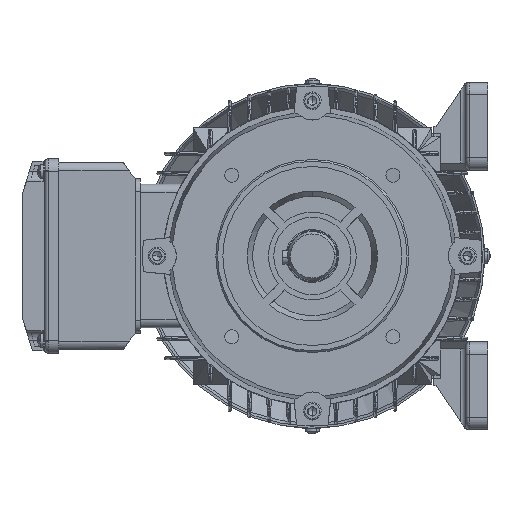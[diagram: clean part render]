
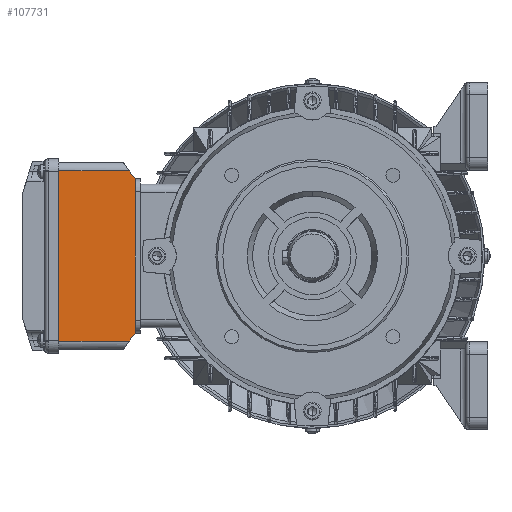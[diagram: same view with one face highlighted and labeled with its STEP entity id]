
A CAD part, left-side view. The second image highlights one B-rep face of the part: STEP entity #107731.
In plain terms, the highlighted face is planar.
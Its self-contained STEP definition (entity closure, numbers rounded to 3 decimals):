
#73154 = CARTESIAN_POINT ( 'NONE',  ( 53.5, -7., 68.5 ) ) ;
#73155 = LINE ( 'NONE', #73154, #73214 ) ;
#73156 = CARTESIAN_POINT ( 'NONE',  ( 48.5, -3.316, 68.5 ) ) ;
#73157 = DIRECTION ( 'NONE',  ( 0., 1., 0. ) ) ;
#73158 = VECTOR ( 'NONE', #73157, 1000. ) ;
#73159 = CARTESIAN_POINT ( 'NONE',  ( 48.5, -47., 68.5 ) ) ;
#73160 = LINE ( 'NONE', #73159, #73158 ) ;
#73161 = CARTESIAN_POINT ( 'NONE',  ( -48.5, -43.5, 68.5 ) ) ;
#73192 = CARTESIAN_POINT ( 'NONE',  ( 48.5, -43.5, 68.5 ) ) ;
#73193 = DIRECTION ( 'NONE',  ( -1., 0., 0. ) ) ;
#73194 = VECTOR ( 'NONE', #73193, 1000. ) ;
#73195 = CARTESIAN_POINT ( 'NONE',  ( 53.5, -43.5, 68.5 ) ) ;
#73196 = DIRECTION ( 'NONE',  ( -1., 0., 0. ) ) ;
#73197 = DIRECTION ( 'NONE',  ( 0., 0., -1. ) ) ;
#73198 = AXIS2_PLACEMENT_3D ( 'NONE', #73200, #73197, #73196 ) ;
#73199 = LINE ( 'NONE', #73195, #73194 ) ;
#73200 = CARTESIAN_POINT ( 'NONE',  ( 53.5, -47., 68.5 ) ) ;
#73201 = PLANE ( 'NONE',  #73198 ) ;
#73202 = FACE_OUTER_BOUND ( 'NONE', #107732, .T. ) ;
#73208 = DIRECTION ( 'NONE',  ( -1., 0., 0. ) ) ;
#73209 = VECTOR ( 'NONE', #73208, 1000. ) ;
#73210 = CARTESIAN_POINT ( 'NONE',  ( 53.5, 0., 68.5 ) ) ;
#73211 = LINE ( 'NONE', #73210, #73209 ) ;
#73212 = CARTESIAN_POINT ( 'NONE',  ( 44., 0., 68.5 ) ) ;
#73213 = DIRECTION ( 'NONE',  ( -0.805, 0.593, 0. ) ) ;
#73214 = VECTOR ( 'NONE', #73213, 1000. ) ;
#73317 = CARTESIAN_POINT ( 'NONE',  ( -44., 0., 68.5 ) ) ;
#73318 = CARTESIAN_POINT ( 'NONE',  ( -48.5, -3.316, 68.5 ) ) ;
#73319 = DIRECTION ( 'NONE',  ( -0.805, -0.593, 0. ) ) ;
#73320 = VECTOR ( 'NONE', #73319, 1000. ) ;
#73321 = CARTESIAN_POINT ( 'NONE',  ( -53.5, -7., 68.5 ) ) ;
#73322 = LINE ( 'NONE', #73321, #73320 ) ;
#73482 = DIRECTION ( 'NONE',  ( 0., -1., 0. ) ) ;
#73483 = VECTOR ( 'NONE', #73482, 1000. ) ;
#73484 = CARTESIAN_POINT ( 'NONE',  ( -48.5, -47., 68.5 ) ) ;
#73485 = LINE ( 'NONE', #73484, #73483 ) ;
#107719 = VERTEX_POINT ( 'NONE', #73161 ) ;
#107720 = ORIENTED_EDGE ( 'NONE', *, *, #107721, .T. ) ;
#107721 = EDGE_CURVE ( 'NONE', #107735, #107722, #73160, .T. ) ;
#107722 = VERTEX_POINT ( 'NONE', #73156 ) ;
#107723 = ORIENTED_EDGE ( 'NONE', *, *, #107724, .T. ) ;
#107724 = EDGE_CURVE ( 'NONE', #107722, #107725, #73155, .T. ) ;
#107725 = VERTEX_POINT ( 'NONE', #73212 ) ;
#107726 = ORIENTED_EDGE ( 'NONE', *, *, #107727, .T. ) ;
#107727 = EDGE_CURVE ( 'NONE', #107725, #107802, #73211, .T. ) ;
#107731 = ADVANCED_FACE ( 'NONE', ( #73202 ), #73201, .F. ) ;
#107732 = EDGE_LOOP ( 'NONE', ( #107733, #107720, #107723, #107726, #107884, #107798 ) ) ;
#107733 = ORIENTED_EDGE ( 'NONE', *, *, #107734, .F. ) ;
#107734 = EDGE_CURVE ( 'NONE', #107735, #107719, #73199, .T. ) ;
#107735 = VERTEX_POINT ( 'NONE', #73192 ) ;
#107798 = ORIENTED_EDGE ( 'NONE', *, *, #107882, .T. ) ;
#107800 = EDGE_CURVE ( 'NONE', #107802, #107801, #73322, .T. ) ;
#107801 = VERTEX_POINT ( 'NONE', #73318 ) ;
#107802 = VERTEX_POINT ( 'NONE', #73317 ) ;
#107882 = EDGE_CURVE ( 'NONE', #107801, #107719, #73485, .T. ) ;
#107884 = ORIENTED_EDGE ( 'NONE', *, *, #107800, .T. ) ;
